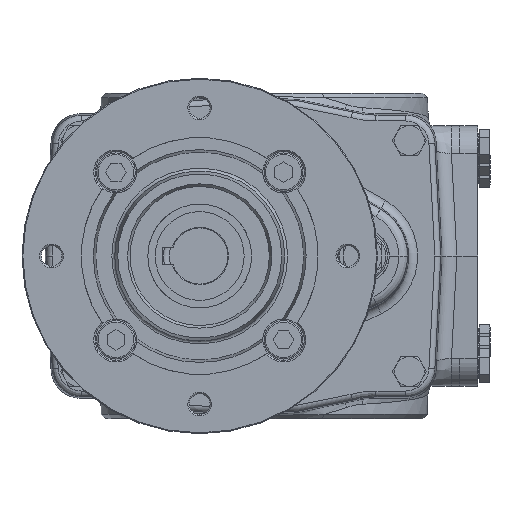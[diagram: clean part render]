
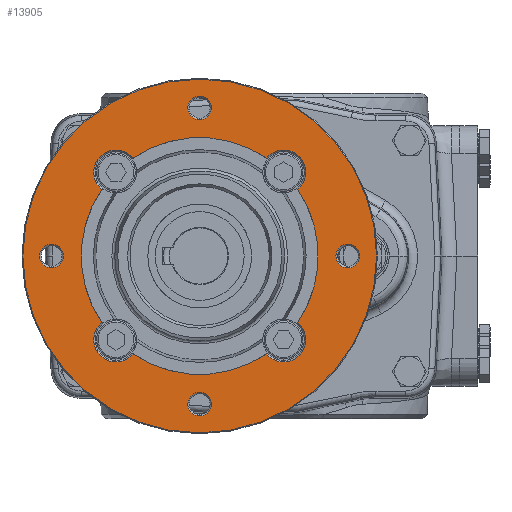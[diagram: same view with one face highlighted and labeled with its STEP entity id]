
A CAD part, left-side view. The second image highlights one B-rep face of the part: STEP entity #13905.
In plain terms, the highlighted face is planar.
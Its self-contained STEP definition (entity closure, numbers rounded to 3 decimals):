
#1847=PLANE('',#15047);
#4308=ORIENTED_EDGE('',*,*,#5771,.T.);
#4309=ORIENTED_EDGE('',*,*,#5772,.T.);
#4310=ORIENTED_EDGE('',*,*,#5773,.T.);
#4311=ORIENTED_EDGE('',*,*,#5774,.T.);
#4312=ORIENTED_EDGE('',*,*,#5775,.T.);
#4313=ORIENTED_EDGE('',*,*,#5776,.T.);
#4314=ORIENTED_EDGE('',*,*,#5731,.T.);
#4315=ORIENTED_EDGE('',*,*,#5717,.T.);
#4316=ORIENTED_EDGE('',*,*,#5750,.T.);
#4317=ORIENTED_EDGE('',*,*,#5739,.T.);
#4318=ORIENTED_EDGE('',*,*,#5769,.T.);
#4319=ORIENTED_EDGE('',*,*,#5758,.T.);
#4320=ORIENTED_EDGE('',*,*,#5777,.T.);
#5717=EDGE_CURVE('',#6673,#6674,#7196,.T.);
#5731=EDGE_CURVE('',#6683,#6673,#7203,.T.);
#5739=EDGE_CURVE('',#6690,#6691,#7210,.T.);
#5750=EDGE_CURVE('',#6674,#6690,#7216,.T.);
#5758=EDGE_CURVE('',#6704,#6705,#7223,.T.);
#5769=EDGE_CURVE('',#6691,#6704,#7229,.T.);
#5771=EDGE_CURVE('',#6713,#6713,#7231,.T.);
#5772=EDGE_CURVE('',#6714,#6714,#7232,.T.);
#5773=EDGE_CURVE('',#6715,#6715,#7233,.T.);
#5774=EDGE_CURVE('',#6716,#6716,#7234,.T.);
#5775=EDGE_CURVE('',#6717,#6717,#7235,.T.);
#5776=EDGE_CURVE('',#6718,#6683,#7236,.T.);
#5777=EDGE_CURVE('',#6705,#6718,#7237,.T.);
#6673=VERTEX_POINT('',#22365);
#6674=VERTEX_POINT('',#22366);
#6683=VERTEX_POINT('',#22404);
#6690=VERTEX_POINT('',#22427);
#6691=VERTEX_POINT('',#22428);
#6704=VERTEX_POINT('',#22480);
#6705=VERTEX_POINT('',#22481);
#6713=VERTEX_POINT('',#22517);
#6714=VERTEX_POINT('',#22519);
#6715=VERTEX_POINT('',#22521);
#6716=VERTEX_POINT('',#22523);
#6717=VERTEX_POINT('',#22525);
#6718=VERTEX_POINT('',#22527);
#7196=CIRCLE('',#14991,40.);
#7203=CIRCLE('',#15002,7.5);
#7210=CIRCLE('',#15013,40.);
#7216=CIRCLE('',#15023,7.5);
#7223=CIRCLE('',#15034,40.);
#7229=CIRCLE('',#15044,7.5);
#7231=CIRCLE('',#15048,59.7);
#7232=CIRCLE('',#15049,4.);
#7233=CIRCLE('',#15050,4.);
#7234=CIRCLE('',#15051,4.);
#7235=CIRCLE('',#15052,4.);
#7236=CIRCLE('',#15053,40.);
#7237=CIRCLE('',#15054,7.5);
#8080=EDGE_LOOP('',(#4308));
#8081=EDGE_LOOP('',(#4309));
#8082=EDGE_LOOP('',(#4310));
#8083=EDGE_LOOP('',(#4311));
#8084=EDGE_LOOP('',(#4312));
#8085=EDGE_LOOP('',(#4313,#4314,#4315,#4316,#4317,#4318,#4319,#4320));
#8992=FACE_BOUND('',#8080,.T.);
#8993=FACE_BOUND('',#8081,.T.);
#8994=FACE_BOUND('',#8082,.T.);
#8995=FACE_BOUND('',#8083,.T.);
#8996=FACE_BOUND('',#8084,.T.);
#8997=FACE_BOUND('',#8085,.T.);
#13905=ADVANCED_FACE('',(#8992,#8993,#8994,#8995,#8996,#8997),#1847,.T.);
#14991=AXIS2_PLACEMENT_3D('',#22364,#17615,#17616);
#15002=AXIS2_PLACEMENT_3D('',#22405,#17640,#17641);
#15013=AXIS2_PLACEMENT_3D('',#22426,#17662,#17663);
#15023=AXIS2_PLACEMENT_3D('',#22458,#17684,#17685);
#15034=AXIS2_PLACEMENT_3D('',#22479,#17706,#17707);
#15044=AXIS2_PLACEMENT_3D('',#22511,#17728,#17729);
#15047=AXIS2_PLACEMENT_3D('',#22515,#17734,#17735);
#15048=AXIS2_PLACEMENT_3D('',#22516,#17736,#17737);
#15049=AXIS2_PLACEMENT_3D('',#22518,#17738,#17739);
#15050=AXIS2_PLACEMENT_3D('',#22520,#17740,#17741);
#15051=AXIS2_PLACEMENT_3D('',#22522,#17742,#17743);
#15052=AXIS2_PLACEMENT_3D('',#22524,#17744,#17745);
#15053=AXIS2_PLACEMENT_3D('',#22526,#17746,#17747);
#15054=AXIS2_PLACEMENT_3D('',#22528,#17748,#17749);
#17615=DIRECTION('',(0.,-1.,0.));
#17616=DIRECTION('',(0.,0.,-1.));
#17640=DIRECTION('',(0.,-1.,0.));
#17641=DIRECTION('',(0.,0.,-1.));
#17662=DIRECTION('',(0.,-1.,0.));
#17663=DIRECTION('',(0.,0.,-1.));
#17684=DIRECTION('',(0.,-1.,0.));
#17685=DIRECTION('',(1.,0.,0.));
#17706=DIRECTION('',(0.,-1.,0.));
#17707=DIRECTION('',(0.,0.,-1.));
#17728=DIRECTION('',(0.,-1.,0.));
#17729=DIRECTION('',(0.,0.,1.));
#17734=DIRECTION('',(0.,1.,0.));
#17735=DIRECTION('',(0.,0.,1.));
#17736=DIRECTION('',(0.,1.,0.));
#17737=DIRECTION('',(0.,0.,1.));
#17738=DIRECTION('',(0.,-1.,0.));
#17739=DIRECTION('',(0.,0.,-1.));
#17740=DIRECTION('',(0.,-1.,0.));
#17741=DIRECTION('',(1.,0.,0.));
#17742=DIRECTION('',(0.,-1.,0.));
#17743=DIRECTION('',(0.,0.,1.));
#17744=DIRECTION('',(0.,-1.,0.));
#17745=DIRECTION('',(-1.,0.,0.));
#17746=DIRECTION('',(0.,-1.,0.));
#17747=DIRECTION('',(0.,0.,-1.));
#17748=DIRECTION('',(0.,-1.,0.));
#17749=DIRECTION('',(-1.,0.,0.));
#22364=CARTESIAN_POINT('',(0.,0.,0.));
#22365=CARTESIAN_POINT('',(-33.067,0.,22.507));
#22366=CARTESIAN_POINT('',(-33.067,0.,-22.507));
#22404=CARTESIAN_POINT('',(-22.507,0.,33.067));
#22405=CARTESIAN_POINT('',(-28.284,0.,28.284));
#22426=CARTESIAN_POINT('',(0.,0.,0.));
#22427=CARTESIAN_POINT('',(-22.507,0.,-33.067));
#22428=CARTESIAN_POINT('',(22.507,0.,-33.067));
#22458=CARTESIAN_POINT('',(-28.284,0.,-28.284));
#22479=CARTESIAN_POINT('',(0.,0.,0.));
#22480=CARTESIAN_POINT('',(33.067,0.,-22.507));
#22481=CARTESIAN_POINT('',(33.067,0.,22.507));
#22511=CARTESIAN_POINT('',(28.284,0.,-28.284));
#22515=CARTESIAN_POINT('',(0.,0.,60.));
#22516=CARTESIAN_POINT('',(0.,0.,0.));
#22517=CARTESIAN_POINT('',(0.,0.,59.7));
#22518=CARTESIAN_POINT('',(-50.,0.,0.));
#22519=CARTESIAN_POINT('',(-50.,0.,-4.));
#22520=CARTESIAN_POINT('',(0.,0.,-50.));
#22521=CARTESIAN_POINT('',(4.,0.,-50.));
#22522=CARTESIAN_POINT('',(50.,0.,0.));
#22523=CARTESIAN_POINT('',(50.,0.,4.));
#22524=CARTESIAN_POINT('',(0.,0.,50.));
#22525=CARTESIAN_POINT('',(-4.,0.,50.));
#22526=CARTESIAN_POINT('',(0.,0.,0.));
#22527=CARTESIAN_POINT('',(22.507,0.,33.067));
#22528=CARTESIAN_POINT('',(28.284,0.,28.284));
